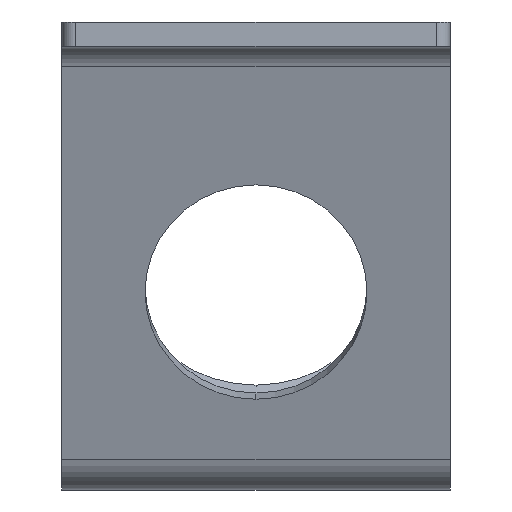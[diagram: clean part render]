
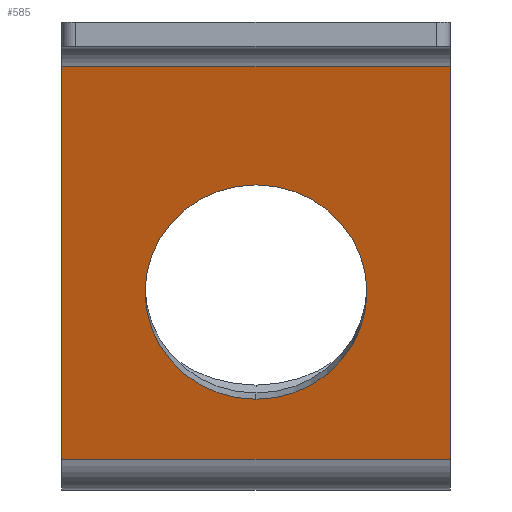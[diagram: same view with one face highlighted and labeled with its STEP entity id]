
A CAD part, front view. The second image highlights one B-rep face of the part: STEP entity #585.
In plain terms, the highlighted planar face has unit normal (0, -0.966, -0.259).
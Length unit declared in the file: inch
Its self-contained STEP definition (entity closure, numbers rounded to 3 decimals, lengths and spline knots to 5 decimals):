
#1 = EDGE_CURVE ( 'NONE', #654, #490, #679, .T. ) ;
#6 = EDGE_CURVE ( 'NONE', #572, #654, #681, .T. ) ;
#9 = DIRECTION ( 'NONE',  ( 0., -0.259, 0.966 ) ) ;
#10 = EDGE_CURVE ( 'NONE', #490, #410, #678, .T. ) ;
#13 = CARTESIAN_POINT ( 'NONE',  ( 1.75, -0.74117, 0.27794 ) ) ;
#24 = CARTESIAN_POINT ( 'NONE',  ( -1.75, -0.74117, 0.27794 ) ) ;
#33 = CARTESIAN_POINT ( 'NONE',  ( 0., -1.1447, 1.78393 ) ) ;
#42 = CARTESIAN_POINT ( 'NONE',  ( 3., -0.74117, 0.27794 ) ) ;
#46 = DIRECTION ( 'NONE',  ( -1., 0., 0. ) ) ;
#51 = DIRECTION ( 'NONE',  ( 0., 0.259, -0.966 ) ) ;
#59 = ORIENTED_EDGE ( 'NONE', *, *, #1284, .F. ) ;
#63 = ORIENTED_EDGE ( 'NONE', *, *, #1, .F. ) ;
#83 = ORIENTED_EDGE ( 'NONE', *, *, #1231, .T. ) ;
#100 = ORIENTED_EDGE ( 'NONE', *, *, #10, .F. ) ;
#152 = DIRECTION ( 'NONE',  ( 0., 0.259, -0.966 ) ) ;
#155 = ORIENTED_EDGE ( 'NONE', *, *, #1256, .F. ) ;
#160 = DIRECTION ( 'NONE',  ( 0., -0.966, -0.259 ) ) ;
#271 = EDGE_LOOP ( 'NONE', ( #100, #63, #905, #83 ) ) ;
#352 = EDGE_LOOP ( 'NONE', ( #59, #155 ) ) ;
#410 = VERTEX_POINT ( 'NONE', #1127 ) ;
#429 = CARTESIAN_POINT ( 'NONE',  ( 1.75, -1.68884, 3.8147 ) ) ;
#469 = DIRECTION ( 'NONE',  ( 0., -0.966, -0.259 ) ) ;
#476 = CARTESIAN_POINT ( 'NONE',  ( 3., -0.74117, 0.27794 ) ) ;
#481 = PLANE ( 'NONE',  #1101 ) ;
#489 = DIRECTION ( 'NONE',  ( 0., 0.259, -0.966 ) ) ;
#490 = VERTEX_POINT ( 'NONE', #1176 ) ;
#572 = VERTEX_POINT ( 'NONE', #429 ) ;
#585 = ADVANCED_FACE ( 'NONE', ( #1024, #888 ), #481, .T. ) ;
#640 = VERTEX_POINT ( 'NONE', #941 ) ;
#650 = VERTEX_POINT ( 'NONE', #936 ) ;
#654 = VERTEX_POINT ( 'NONE', #933 ) ;
#678 = LINE ( 'NONE', #24, #688 ) ;
#679 = LINE ( 'NONE', #42, #680 ) ;
#680 = VECTOR ( 'NONE', #46, 39.37008 ) ;
#681 = LINE ( 'NONE', #13, #685 ) ;
#685 = VECTOR ( 'NONE', #51, 39.37008 ) ;
#688 = VECTOR ( 'NONE', #9, 39.37008 ) ;
#801 = DIRECTION ( 'NONE',  ( 0., 0.259, -0.966 ) ) ;
#802 = DIRECTION ( 'NONE',  ( 0., -0.966, -0.259 ) ) ;
#805 = CARTESIAN_POINT ( 'NONE',  ( 0., -1.1447, 1.78393 ) ) ;
#876 = DIRECTION ( 'NONE',  ( -1., 0., 0. ) ) ;
#881 = CARTESIAN_POINT ( 'NONE',  ( 3., -1.68884, 3.8147 ) ) ;
#888 = FACE_OUTER_BOUND ( 'NONE', #271, .T. ) ;
#905 = ORIENTED_EDGE ( 'NONE', *, *, #6, .F. ) ;
#933 = CARTESIAN_POINT ( 'NONE',  ( 1.75, -0.74117, 0.27794 ) ) ;
#936 = CARTESIAN_POINT ( 'NONE',  ( 0., -1.40352, 2.74986 ) ) ;
#941 = CARTESIAN_POINT ( 'NONE',  ( 0., -0.88588, 0.818 ) ) ;
#945 = CIRCLE ( 'NONE', #1041, 1. ) ;
#1024 = FACE_BOUND ( 'NONE', #352, .T. ) ;
#1041 = AXIS2_PLACEMENT_3D ( 'NONE', #33, #160, #152 ) ;
#1049 = AXIS2_PLACEMENT_3D ( 'NONE', #805, #802, #801 ) ;
#1094 = CIRCLE ( 'NONE', #1049, 1. ) ;
#1101 = AXIS2_PLACEMENT_3D ( 'NONE', #476, #469, #489 ) ;
#1127 = CARTESIAN_POINT ( 'NONE',  ( -1.75, -1.68884, 3.8147 ) ) ;
#1176 = CARTESIAN_POINT ( 'NONE',  ( -1.75, -0.74117, 0.27794 ) ) ;
#1225 = VECTOR ( 'NONE', #876, 39.37008 ) ;
#1231 = EDGE_CURVE ( 'NONE', #572, #410, #1254, .T. ) ;
#1254 = LINE ( 'NONE', #881, #1225 ) ;
#1256 = EDGE_CURVE ( 'NONE', #650, #640, #1094, .T. ) ;
#1284 = EDGE_CURVE ( 'NONE', #640, #650, #945, .T. ) ;
